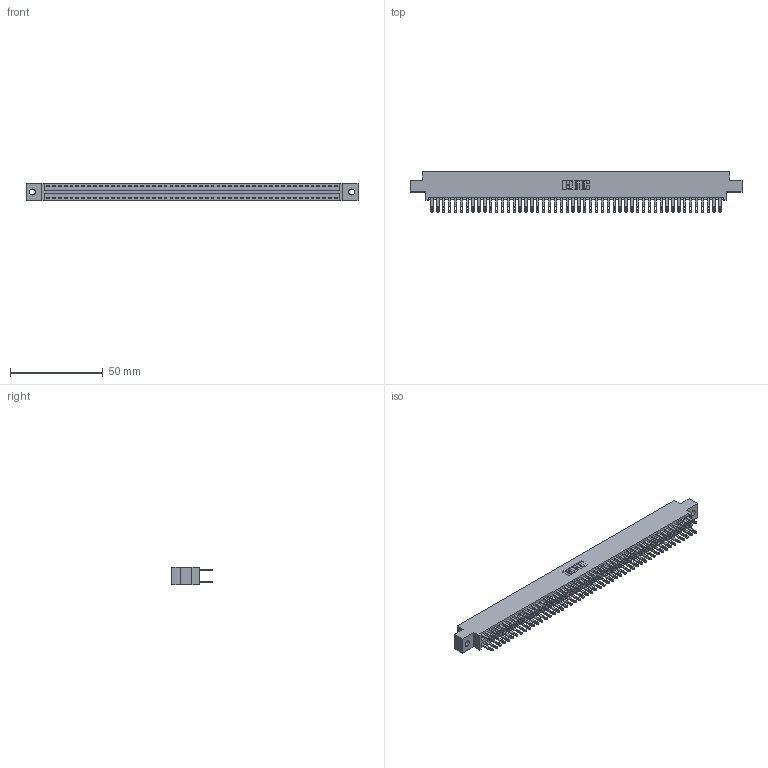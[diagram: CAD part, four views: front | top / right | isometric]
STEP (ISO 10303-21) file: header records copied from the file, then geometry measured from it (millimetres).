
FILE_DESCRIPTION (( 'STEP AP203' ), '1' );
FILE_NAME ('346-100-500-802.STEP', '2018-08-30T10:04:40', ( '' ), ( '' ), 'SwSTEP 2.0', 'SolidWorks 2016', '' );
FILE_SCHEMA (( 'CONFIG_CONTROL_DESIGN' ));
Length unit declared in the file: inch
Products named in the file (3): 346 Part_0.170 Offset - 0.128 Dia; 345-292-001_345-293-100; 346-100-500-802
Assembly tree (101 placements, depth 2):
  346-100-500-802
    346 Part_0.170 Offset - 0.128 Dia
    345-292-001_345-293-100  x100
Bounding box: 179.32 x 21.84 x 9.4 mm (x, y, z)
Volume: 17662.7 mm3; surface area: 25361.4 mm2
Topology: 101 solids, 101 shells, 4926 faces, 15041 edges, 10026 vertices
Faces by surface type: plane 2980, cylinder 1946
Entity records: 31619 total; most frequent: CARTESIAN_POINT 5200, ORIENTED_EDGE 5134, DIRECTION 4635, EDGE_CURVE 2567, VECTOR 2231, LINE 2231, VERTEX_POINT 1710, AXIS2_PLACEMENT_3D 1202
